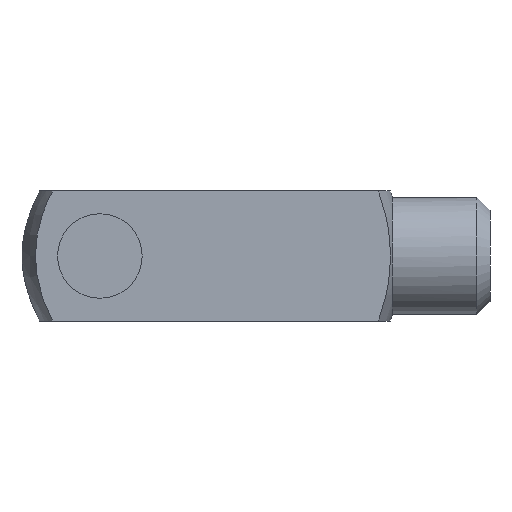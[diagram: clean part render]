
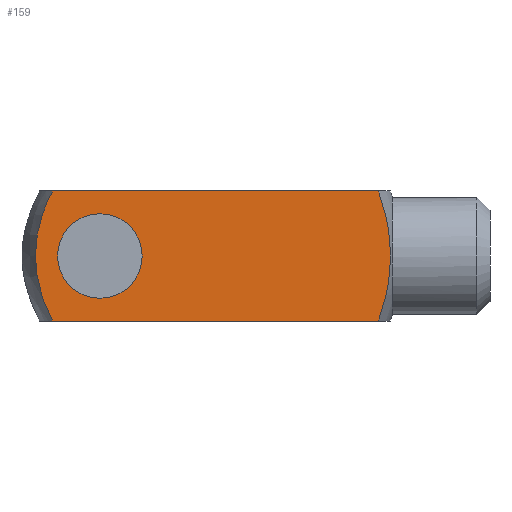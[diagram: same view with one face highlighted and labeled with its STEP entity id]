
A CAD part, front view. The second image highlights one B-rep face of the part: STEP entity #159.
In plain terms, the highlighted planar face has unit normal (0, -1, 0).
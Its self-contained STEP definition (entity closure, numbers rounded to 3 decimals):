
#159 = ADVANCED_FACE( '', ( #331, #332 ), #333, .T. );
#331 = FACE_BOUND( '', #542, .T. );
#332 = FACE_OUTER_BOUND( '', #543, .T. );
#333 = PLANE( '', #544 );
#542 = EDGE_LOOP( '', ( #967 ) );
#543 = EDGE_LOOP( '', ( #968, #969, #970, #971 ) );
#544 = AXIS2_PLACEMENT_3D( '', #972, #973, #974 );
#967 = ORIENTED_EDGE( '', *, *, #1020, .F. );
#968 = ORIENTED_EDGE( '', *, *, #1109, .F. );
#969 = ORIENTED_EDGE( '', *, *, #1158, .T. );
#970 = ORIENTED_EDGE( '', *, *, #1027, .F. );
#971 = ORIENTED_EDGE( '', *, *, #1068, .T. );
#972 = CARTESIAN_POINT( '', ( 60., -10., 30. ) );
#973 = DIRECTION( '', ( 0., -1., 0. ) );
#974 = DIRECTION( '', ( 0., 0., -1. ) );
#1020 = EDGE_CURVE( '', #1216, #1216, #1217, .T. );
#1027 = EDGE_CURVE( '', #1227, #1228, #1229, .T. );
#1068 = EDGE_CURVE( '', #1227, #1293, #1295, .T. );
#1109 = EDGE_CURVE( '', #1358, #1293, #1360, .F. );
#1158 = EDGE_CURVE( '', #1358, #1228, #1421, .T. );
#1216 = VERTEX_POINT( '', #1507 );
#1217 = CIRCLE( '', #1508, 6.5 );
#1227 = VERTEX_POINT( '', #1518 );
#1228 = VERTEX_POINT( '', #1519 );
#1229 = B_SPLINE_CURVE_WITH_KNOTS( '', 3, ( #1520, #1521, #1522, #1523, #1524, #1525, #1526, #1527, #1528, #1529, #1530, #1531, #1532, #1533, #1534, #1535 ), .UNSPECIFIED., .F., .F., ( 4, 2, 2, 2, 2, 2, 2, 4 ), ( 0.147, 0.152, 0.154, 0.155, 0.157, 0.163, 0.165, 0.168 ), .UNSPECIFIED. );
#1293 = VERTEX_POINT( '', #1654 );
#1295 = LINE( '', #1656, #1657 );
#1358 = VERTEX_POINT( '', #1769 );
#1360 = CIRCLE( '', #1771, 28.284 );
#1421 = LINE( '', #1910, #1911 );
#1507 = CARTESIAN_POINT( '', ( 0., -10., -6.5 ) );
#1508 = AXIS2_PLACEMENT_3D( '', #1947, #1948, #1949 );
#1518 = CARTESIAN_POINT( '', ( -7.275, -10., -10. ) );
#1519 = CARTESIAN_POINT( '', ( -7.275, -10., 10. ) );
#1520 = CARTESIAN_POINT( '', ( -7.275, -10., -10. ) );
#1521 = CARTESIAN_POINT( '', ( -8.092, -10., -8.478 ) );
#1522 = CARTESIAN_POINT( '', ( -8.747, -10., -6.879 ) );
#1523 = CARTESIAN_POINT( '', ( -9.323, -10., -4.765 ) );
#1524 = CARTESIAN_POINT( '', ( -9.425, -10., -4.336 ) );
#1525 = CARTESIAN_POINT( '', ( -9.601, -10., -3.477 ) );
#1526 = CARTESIAN_POINT( '', ( -9.675, -10., -3.046 ) );
#1527 = CARTESIAN_POINT( '', ( -9.854, -10., -1.748 ) );
#1528 = CARTESIAN_POINT( '', ( -9.915, -10., -0.873 ) );
#1529 = CARTESIAN_POINT( '', ( -9.914, -10., 1.763 ) );
#1530 = CARTESIAN_POINT( '', ( -9.67, -10., 3.478 ) );
#1531 = CARTESIAN_POINT( '', ( -8.989, -10., 5.997 ) );
#1532 = CARTESIAN_POINT( '', ( -8.707, -10., 6.831 ) );
#1533 = CARTESIAN_POINT( '', ( -8.055, -10., 8.449 ) );
#1534 = CARTESIAN_POINT( '', ( -7.685, -10., 9.235 ) );
#1535 = CARTESIAN_POINT( '', ( -7.275, -10., 10. ) );
#1654 = CARTESIAN_POINT( '', ( 42.839, -10., -10. ) );
#1656 = CARTESIAN_POINT( '', ( 60., -10., -10. ) );
#1657 = VECTOR( '', #2005, 1000. );
#1769 = CARTESIAN_POINT( '', ( 42.839, -10., 10. ) );
#1771 = AXIS2_PLACEMENT_3D( '', #2052, #2053, #2054 );
#1910 = CARTESIAN_POINT( '', ( 60., -10., 10. ) );
#1911 = VECTOR( '', #2100, 1000. );
#1947 = CARTESIAN_POINT( '', ( 0., -10., 0. ) );
#1948 = DIRECTION( '', ( 0., -1., 0. ) );
#1949 = DIRECTION( '', ( 0., 0., -1. ) );
#2005 = DIRECTION( '', ( 1., 0., 0. ) );
#2052 = CARTESIAN_POINT( '', ( 16.382, -10., 0. ) );
#2053 = DIRECTION( '', ( 0., -1., 0. ) );
#2054 = DIRECTION( '', ( 0., 0., -1. ) );
#2100 = DIRECTION( '', ( -1., 0., 0. ) );
